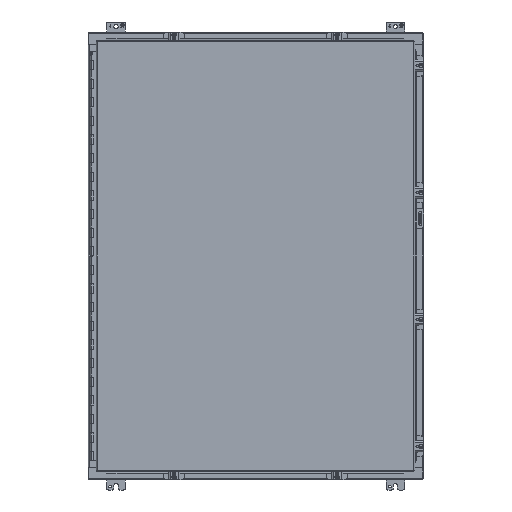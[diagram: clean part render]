
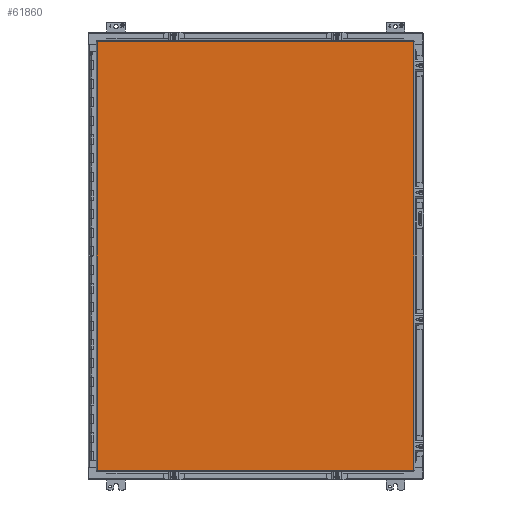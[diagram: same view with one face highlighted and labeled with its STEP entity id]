
A CAD part, front view. The second image highlights one B-rep face of the part: STEP entity #61860.
In plain terms, the highlighted planar face has unit normal (0, -1, 0).
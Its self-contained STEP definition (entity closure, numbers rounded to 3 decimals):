
#5579 = EDGE_CURVE ( 'NONE', #34942, #24402, #27803, .T. ) ;
#5802 = FACE_OUTER_BOUND ( 'NONE', #27460, .T. ) ;
#6217 = VECTOR ( 'NONE', #44721, 39.37 ) ;
#6851 = LINE ( 'NONE', #40267, #36239 ) ;
#11044 = ORIENTED_EDGE ( 'NONE', *, *, #48575, .F. ) ;
#18178 = CARTESIAN_POINT ( 'NONE',  ( -17.017, -11.21, -22.994 ) ) ;
#18198 = CARTESIAN_POINT ( 'NONE',  ( -17.017, -11.21, 22.995 ) ) ;
#23773 = ORIENTED_EDGE ( 'NONE', *, *, #49416, .F. ) ;
#24402 = VERTEX_POINT ( 'NONE', #40783 ) ;
#24673 = CARTESIAN_POINT ( 'NONE',  ( -17.017, -11.21, -22.994 ) ) ;
#25143 = ORIENTED_EDGE ( 'NONE', *, *, #34736, .F. ) ;
#25497 = VECTOR ( 'NONE', #46470, 39.37 ) ;
#27460 = EDGE_LOOP ( 'NONE', ( #28754, #25143, #23773, #11044 ) ) ;
#27803 = LINE ( 'NONE', #68700, #6217 ) ;
#28754 = ORIENTED_EDGE ( 'NONE', *, *, #5579, .F. ) ;
#32682 = CARTESIAN_POINT ( 'NONE',  ( 16.955, -11.21, 22.994 ) ) ;
#34736 = EDGE_CURVE ( 'NONE', #68850, #34942, #6851, .T. ) ;
#34942 = VERTEX_POINT ( 'NONE', #32682 ) ;
#35085 = DIRECTION ( 'NONE',  ( 0., 0., -1. ) ) ;
#35192 = LINE ( 'NONE', #24673, #25497 ) ;
#36239 = VECTOR ( 'NONE', #62775, 39.37 ) ;
#37398 = VECTOR ( 'NONE', #56786, 39.37 ) ;
#40261 = LINE ( 'NONE', #57171, #37398 ) ;
#40267 = CARTESIAN_POINT ( 'NONE',  ( -17.017, -11.21, 22.994 ) ) ;
#40783 = CARTESIAN_POINT ( 'NONE',  ( 16.955, -11.21, -22.995 ) ) ;
#42944 = VERTEX_POINT ( 'NONE', #48156 ) ;
#44721 = DIRECTION ( 'NONE',  ( 0., 0., -1. ) ) ;
#45447 = AXIS2_PLACEMENT_3D ( 'NONE', #18178, #51625, #35085 ) ;
#46470 = DIRECTION ( 'NONE',  ( 0., 0., 1. ) ) ;
#48156 = CARTESIAN_POINT ( 'NONE',  ( -17.017, -11.21, -22.995 ) ) ;
#48575 = EDGE_CURVE ( 'NONE', #24402, #42944, #40261, .T. ) ;
#49416 = EDGE_CURVE ( 'NONE', #42944, #68850, #35192, .T. ) ;
#51625 = DIRECTION ( 'NONE',  ( 0., -1., 0. ) ) ;
#56786 = DIRECTION ( 'NONE',  ( -1., 0., 0. ) ) ;
#57171 = CARTESIAN_POINT ( 'NONE',  ( 16.955, -11.21, -22.994 ) ) ;
#61860 = ADVANCED_FACE ( 'NONE', ( #5802 ), #69973, .T. ) ;
#62775 = DIRECTION ( 'NONE',  ( 1., 0., 0. ) ) ;
#68700 = CARTESIAN_POINT ( 'NONE',  ( 16.955, -11.21, 22.994 ) ) ;
#68850 = VERTEX_POINT ( 'NONE', #18198 ) ;
#69973 = PLANE ( 'NONE',  #45447 ) ;
